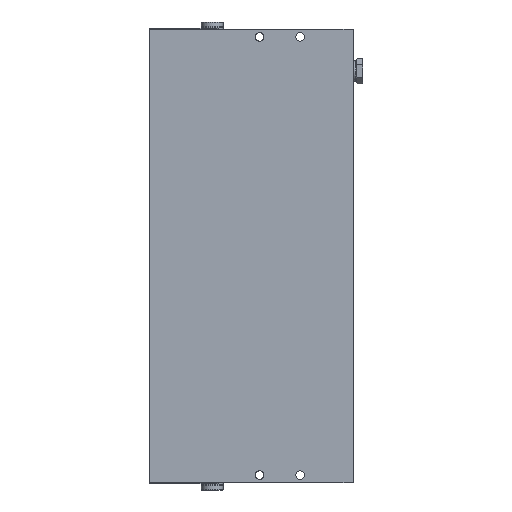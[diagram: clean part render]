
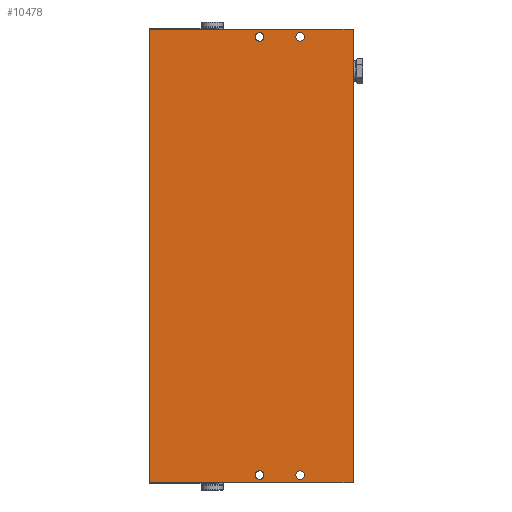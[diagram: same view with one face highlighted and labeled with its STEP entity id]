
A CAD part, front view. The second image highlights one B-rep face of the part: STEP entity #10478.
In plain terms, the highlighted planar face has unit normal (0, -1, 0).
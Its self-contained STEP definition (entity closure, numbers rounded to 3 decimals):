
#668=LINE('',#16699,#1302);
#717=LINE('',#16938,#1351);
#718=LINE('',#16948,#1352);
#719=LINE('',#16950,#1353);
#1302=VECTOR('',#13154,1000.);
#1351=VECTOR('',#13349,1000.);
#1352=VECTOR('',#13360,1000.);
#1353=VECTOR('',#13361,1000.);
#2242=ORIENTED_EDGE('',*,*,#4891,.T.);
#2243=ORIENTED_EDGE('',*,*,#4892,.T.);
#2244=ORIENTED_EDGE('',*,*,#4893,.T.);
#2245=ORIENTED_EDGE('',*,*,#4894,.T.);
#2246=ORIENTED_EDGE('',*,*,#4895,.T.);
#2247=ORIENTED_EDGE('',*,*,#4896,.F.);
#2248=ORIENTED_EDGE('',*,*,#4772,.F.);
#2249=ORIENTED_EDGE('',*,*,#4890,.T.);
#4772=EDGE_CURVE('',#6097,#6098,#668,.T.);
#4890=EDGE_CURVE('',#6097,#6214,#717,.T.);
#4891=EDGE_CURVE('',#6215,#6215,#7101,.T.);
#4892=EDGE_CURVE('',#6216,#6216,#7102,.T.);
#4893=EDGE_CURVE('',#6217,#6217,#7103,.T.);
#4894=EDGE_CURVE('',#6218,#6218,#7104,.T.);
#4895=EDGE_CURVE('',#6214,#6219,#718,.T.);
#4896=EDGE_CURVE('',#6098,#6219,#719,.T.);
#6097=VERTEX_POINT('',#16698);
#6098=VERTEX_POINT('',#16700);
#6214=VERTEX_POINT('',#16937);
#6215=VERTEX_POINT('',#16941);
#6216=VERTEX_POINT('',#16943);
#6217=VERTEX_POINT('',#16945);
#6218=VERTEX_POINT('',#16947);
#6219=VERTEX_POINT('',#16949);
#7101=CIRCLE('',#11514,2.75);
#7102=CIRCLE('',#11515,2.75);
#7103=CIRCLE('',#11516,2.75);
#7104=CIRCLE('',#11517,2.75);
#7697=EDGE_LOOP('',(#2242));
#7698=EDGE_LOOP('',(#2243));
#7699=EDGE_LOOP('',(#2244));
#7700=EDGE_LOOP('',(#2245));
#7701=EDGE_LOOP('',(#2246,#2247,#2248,#2249));
#9005=FACE_BOUND('',#7697,.T.);
#9006=FACE_BOUND('',#7698,.T.);
#9007=FACE_BOUND('',#7699,.T.);
#9008=FACE_BOUND('',#7700,.T.);
#9009=FACE_BOUND('',#7701,.T.);
#10138=PLANE('',#11513);
#10478=ADVANCED_FACE('',(#9005,#9006,#9007,#9008,#9009),#10138,.F.);
#11513=AXIS2_PLACEMENT_3D('',#16939,#13350,#13351);
#11514=AXIS2_PLACEMENT_3D('',#16940,#13352,#13353);
#11515=AXIS2_PLACEMENT_3D('',#16942,#13354,#13355);
#11516=AXIS2_PLACEMENT_3D('',#16944,#13356,#13357);
#11517=AXIS2_PLACEMENT_3D('',#16946,#13358,#13359);
#13154=DIRECTION('',(1.,0.,0.));
#13349=DIRECTION('',(0.,0.,-1.));
#13350=DIRECTION('',(0.,1.,0.));
#13351=DIRECTION('',(0.,0.,1.));
#13352=DIRECTION('',(0.,1.,0.));
#13353=DIRECTION('',(0.,0.,1.));
#13354=DIRECTION('',(0.,1.,0.));
#13355=DIRECTION('',(0.,0.,1.));
#13356=DIRECTION('',(0.,1.,0.));
#13357=DIRECTION('',(0.,0.,1.));
#13358=DIRECTION('',(0.,1.,0.));
#13359=DIRECTION('',(0.,0.,1.));
#13360=DIRECTION('',(1.,0.,0.));
#13361=DIRECTION('',(0.,0.,-1.));
#16698=CARTESIAN_POINT('',(0.,-42.5,291.5));
#16699=CARTESIAN_POINT('',(0.,-42.5,291.5));
#16700=CARTESIAN_POINT('',(131.,-42.5,291.5));
#16937=CARTESIAN_POINT('',(0.,-42.5,0.));
#16938=CARTESIAN_POINT('',(0.,-42.5,291.5));
#16939=CARTESIAN_POINT('',(0.,-42.5,291.5));
#16940=CARTESIAN_POINT('',(60.,-42.5,5.));
#16941=CARTESIAN_POINT('',(60.,-42.5,7.75));
#16942=CARTESIAN_POINT('',(34.,-42.5,286.5));
#16943=CARTESIAN_POINT('',(34.,-42.5,289.25));
#16944=CARTESIAN_POINT('',(60.,-42.5,286.5));
#16945=CARTESIAN_POINT('',(60.,-42.5,289.25));
#16946=CARTESIAN_POINT('',(34.,-42.5,5.));
#16947=CARTESIAN_POINT('',(34.,-42.5,7.75));
#16948=CARTESIAN_POINT('',(0.,-42.5,0.));
#16949=CARTESIAN_POINT('',(131.,-42.5,0.));
#16950=CARTESIAN_POINT('',(131.,-42.5,291.5));
